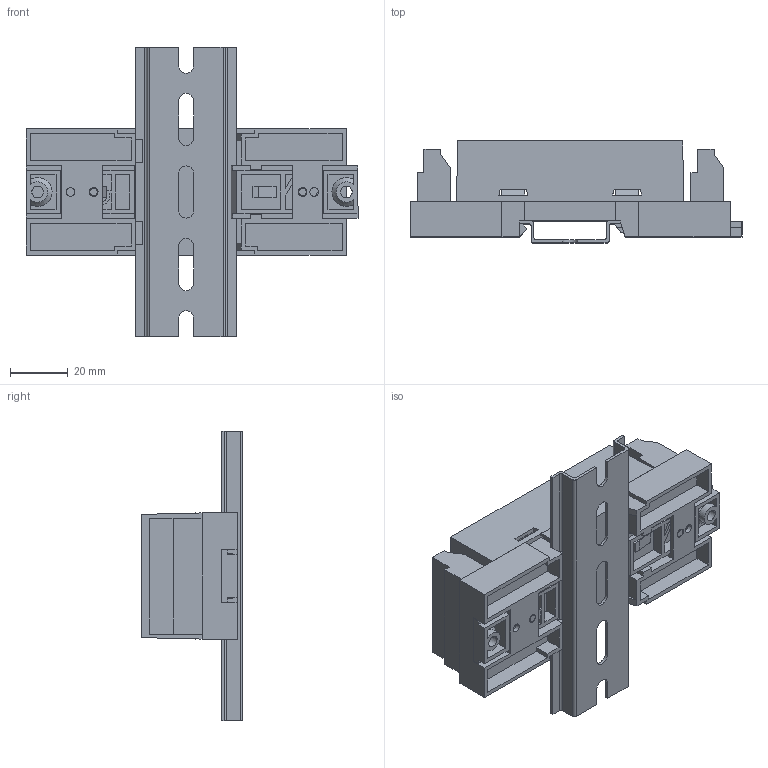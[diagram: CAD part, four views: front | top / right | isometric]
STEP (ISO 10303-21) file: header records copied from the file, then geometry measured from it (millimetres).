
FILE_DESCRIPTION (( 'STEP AP214' ), '1' );
FILE_NAME ('TPCS-43-08.STEP', '2022-01-17T12:41:17', ( '' ), ( '' ), 'SwSTEP 2.0', 'SolidWorks 2017', '' );
FILE_SCHEMA (( 'AUTOMOTIVE_DESIGN' ));
Length unit declared in the file: millimetre
Products named in the file (19): Base PCB - TPP-43-0; Euro fixed Terminal-8Way; Screw-small; Clip-Big; Rail-35; TPCS-43-08; Clip-Small; Top Cover-TTPS-43; Base Plate - TBP-43-0
Assembly tree (10 placements, depth 2):
  Screw-small
  Euro fixed Terminal-8Way
  Euro fixed Terminal-8Way
  Clip-Big
  TPCS-43-08
    Base Plate - TBP-43-0
    Clip-Big
    Clip-Small
    Rail-35
    Base PCB - TPP-43-0
    Euro fixed Terminal-8Way  x2
    Screw-small  x2
    Top Cover-TTPS-43
Bounding box: 114.5 x 35.1 x 100 mm (x, y, z)
Volume: 51443 mm3; surface area: 65997.8 mm2
Topology: 10 solids, 10 shells, 895 faces, 2442 edges, 1605 vertices
Faces by surface type: plane 675, cylinder 194, cone 20, torus 6
Entity records: 23723 total; most frequent: CARTESIAN_POINT 4169, ORIENTED_EDGE 4014, DIRECTION 3807, EDGE_CURVE 2007, VECTOR 1615, LINE 1615, VERTEX_POINT 1318, AXIS2_PLACEMENT_3D 1096
